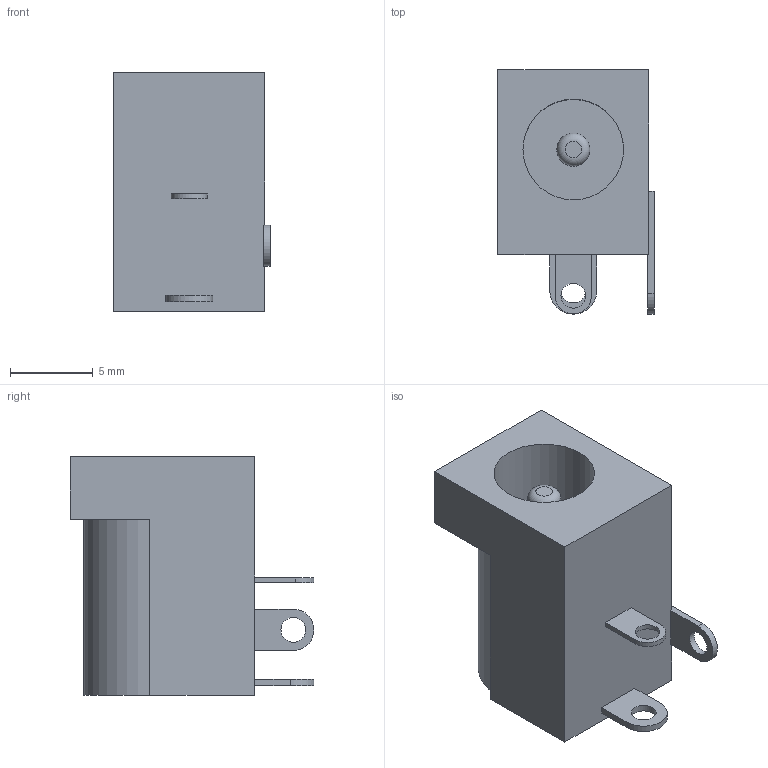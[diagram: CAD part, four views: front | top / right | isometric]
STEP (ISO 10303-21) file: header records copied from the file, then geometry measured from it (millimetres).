
FILE_DESCRIPTION(('FreeCAD Model'),'2;1');
FILE_NAME('jack_DC_2.1mm_PCB.step', '2014-12-16T11:49:35',('FreeCAD'),('FreeCAD'), 'Open CASCADE STEP processor 6.7','FreeCAD','Unknown');
FILE_SCHEMA(('AUTOMOTIVE_DESIGN_CC2 { 1 2 10303 214 -1 1 5 4 }'));
Length unit declared in the file: millimetre
Products named in the file (1): jack_DC_2.1mm_PCB-final
Bounding box: 9.47 x 14.78 x 14.48 mm (x, y, z)
Volume: 1044.7 mm3; surface area: 1016.9 mm2
Topology: 1 solids, 1 shells, 34 faces, 83 edges, 55 vertices
Faces by surface type: plane 24, cylinder 9, torus 1
Full cylindrical faces by diameter (mm): 1.5 x3, 2 x1, 6.096 x1
Entity records: 2340 total; most frequent: CARTESIAN_POINT 377, DIRECTION 321, LINE 197, VECTOR 197, ORIENTED_EDGE 166, PCURVE 166, DEFINITIONAL_REPRESENTATION 166, EDGE_CURVE 83
